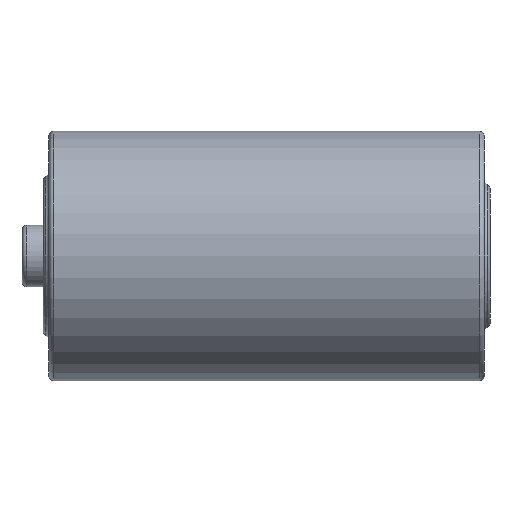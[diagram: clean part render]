
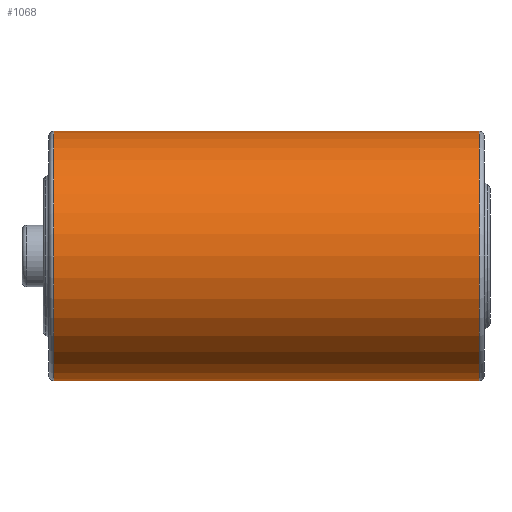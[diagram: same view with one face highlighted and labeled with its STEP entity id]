
A CAD part, front view. The second image highlights one B-rep face of the part: STEP entity #1068.
In plain terms, the highlighted cylindrical face has radius 16.535 mm (diameter 33.071 mm), a partial arc.
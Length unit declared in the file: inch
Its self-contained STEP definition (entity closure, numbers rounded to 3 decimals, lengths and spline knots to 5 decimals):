
#15 = ORIENTED_EDGE ( 'NONE', *, *, #114, .F. ) ;
#50 = ORIENTED_EDGE ( 'NONE', *, *, #163, .T. ) ;
#60 = CARTESIAN_POINT ( 'NONE',  ( 0.025, 0., 0. ) ) ;
#73 = CYLINDRICAL_SURFACE ( 'NONE', #652, 0.651 ) ;
#95 = VERTEX_POINT ( 'NONE', #1081 ) ;
#114 = EDGE_CURVE ( 'NONE', #298, #1055, #890, .T. ) ;
#121 = DIRECTION ( 'NONE',  ( 0., 0., 1. ) ) ;
#130 = DIRECTION ( 'NONE',  ( 1., 0., 0. ) ) ;
#144 = LINE ( 'NONE', #823, #627 ) ;
#163 = EDGE_CURVE ( 'NONE', #656, #95, #144, .T. ) ;
#165 = FACE_OUTER_BOUND ( 'NONE', #354, .T. ) ;
#212 = ORIENTED_EDGE ( 'NONE', *, *, #939, .T. ) ;
#297 = AXIS2_PLACEMENT_3D ( 'NONE', #747, #606, #121 ) ;
#298 = VERTEX_POINT ( 'NONE', #351 ) ;
#318 = AXIS2_PLACEMENT_3D ( 'NONE', #60, #130, #970 ) ;
#326 = CARTESIAN_POINT ( 'NONE',  ( -0.7874, 0., 0. ) ) ;
#342 = CARTESIAN_POINT ( 'NONE',  ( 2.248, 0., 0.651 ) ) ;
#351 = CARTESIAN_POINT ( 'NONE',  ( 2.248, 0., -0.651 ) ) ;
#354 = EDGE_LOOP ( 'NONE', ( #15, #875, #50, #212 ) ) ;
#402 = DIRECTION ( 'NONE',  ( -1., 0., 0. ) ) ;
#413 = CARTESIAN_POINT ( 'NONE',  ( 0.025, 0., -0.651 ) ) ;
#457 = CIRCLE ( 'NONE', #318, 0.651 ) ;
#555 = DIRECTION ( 'NONE',  ( -1., 0., 0. ) ) ;
#606 = DIRECTION ( 'NONE',  ( -1., 0., 0. ) ) ;
#627 = VECTOR ( 'NONE', #402, 39.37008 ) ;
#652 = AXIS2_PLACEMENT_3D ( 'NONE', #326, #737, #1015 ) ;
#656 = VERTEX_POINT ( 'NONE', #342 ) ;
#716 = VECTOR ( 'NONE', #555, 39.37008 ) ;
#723 = CARTESIAN_POINT ( 'NONE',  ( -0.7874, 0., -0.651 ) ) ;
#737 = DIRECTION ( 'NONE',  ( -1., 0., 0. ) ) ;
#746 = EDGE_CURVE ( 'NONE', #298, #656, #969, .T. ) ;
#747 = CARTESIAN_POINT ( 'NONE',  ( 2.248, 0., 0. ) ) ;
#823 = CARTESIAN_POINT ( 'NONE',  ( -0.7874, 0., 0.651 ) ) ;
#875 = ORIENTED_EDGE ( 'NONE', *, *, #746, .T. ) ;
#890 = LINE ( 'NONE', #723, #716 ) ;
#939 = EDGE_CURVE ( 'NONE', #95, #1055, #457, .T. ) ;
#969 = CIRCLE ( 'NONE', #297, 0.651 ) ;
#970 = DIRECTION ( 'NONE',  ( 0., 0., -1. ) ) ;
#1015 = DIRECTION ( 'NONE',  ( 0., 0., 1. ) ) ;
#1055 = VERTEX_POINT ( 'NONE', #413 ) ;
#1068 = ADVANCED_FACE ( 'NONE', ( #165 ), #73, .T. ) ;
#1081 = CARTESIAN_POINT ( 'NONE',  ( 0.025, 0., 0.651 ) ) ;
